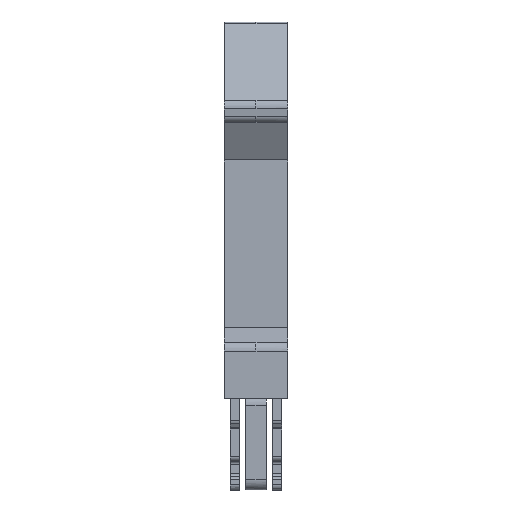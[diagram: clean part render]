
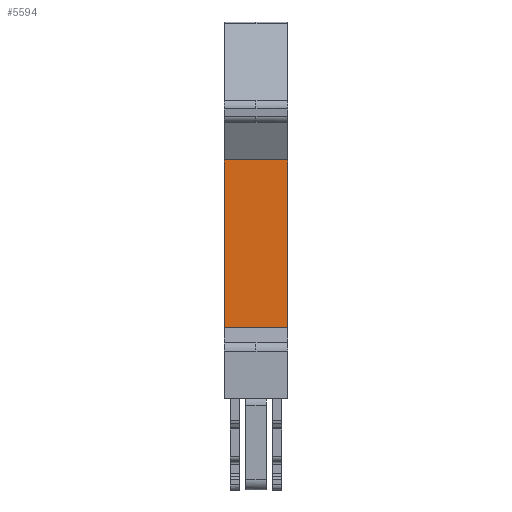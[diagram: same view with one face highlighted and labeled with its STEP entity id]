
A CAD part, left-side view. The second image highlights one B-rep face of the part: STEP entity #5594.
In plain terms, the highlighted free-form (B-spline) face has degree [1, 1] with [2, 2] control points.
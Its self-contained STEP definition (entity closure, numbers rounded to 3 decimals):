
#987=CARTESIAN_POINT('',(-18.075,3.1,23.429));
#988=VERTEX_POINT('',#987);
#994=CARTESIAN_POINT('',(-18.075,-3.1,23.429));
#995=VERTEX_POINT('',#994);
#996=CARTESIAN_POINT('',(-18.075,3.1,23.429));
#997=CARTESIAN_POINT('',(-18.075,-3.1,23.429));
#998=B_SPLINE_CURVE_WITH_KNOTS('',1,(#996,#997),.POLYLINE_FORM.,.F.,.U.,(2,2),(0.,1.),.UNSPECIFIED.);
#999=EDGE_CURVE('',#988,#995,#998,.T.);
#1016=CARTESIAN_POINT('',(-18.075,3.1,6.929));
#1017=VERTEX_POINT('',#1016);
#1025=CARTESIAN_POINT('',(-18.075,-3.1,6.929));
#1026=VERTEX_POINT('',#1025);
#1032=CARTESIAN_POINT('',(-18.075,-3.1,6.929));
#1033=CARTESIAN_POINT('',(-18.075,3.1,6.929));
#1034=B_SPLINE_CURVE_WITH_KNOTS('',1,(#1032,#1033),.POLYLINE_FORM.,.F.,.U.,(2,2),(0.,1.),.UNSPECIFIED.);
#1035=EDGE_CURVE('',#1026,#1017,#1034,.T.);
#4820=CARTESIAN_POINT('',(-18.075,-3.1,23.429));
#4821=CARTESIAN_POINT('',(-18.075,-3.1,6.929));
#4822=B_SPLINE_CURVE_WITH_KNOTS('',1,(#4820,#4821),.POLYLINE_FORM.,.F.,.U.,(2,2),(0.,1.),.UNSPECIFIED.);
#4823=EDGE_CURVE('',#995,#1026,#4822,.T.);
#4919=CARTESIAN_POINT('',(-18.075,3.1,6.929));
#4920=CARTESIAN_POINT('',(-18.075,3.1,23.429));
#4921=B_SPLINE_CURVE_WITH_KNOTS('',1,(#4919,#4920),.POLYLINE_FORM.,.F.,.U.,(2,2),(0.,1.),.UNSPECIFIED.);
#4922=EDGE_CURVE('',#1017,#988,#4921,.T.);
#5583=CARTESIAN_POINT('',(-18.075,-3.1,6.929));
#5584=CARTESIAN_POINT('',(-18.075,3.1,6.929));
#5585=CARTESIAN_POINT('',(-18.075,-3.1,23.429));
#5586=CARTESIAN_POINT('',(-18.075,3.1,23.429));
#5587=B_SPLINE_SURFACE_WITH_KNOTS('',1,1,((#5583,#5584),(#5585,#5586)),.PLANE_SURF.,.F.,.F.,.U.,(2,2),(2,2),(0.,1.),(0.,1.),.UNSPECIFIED.);
#5588=ORIENTED_EDGE('',*,*,#1035,.F.);
#5589=ORIENTED_EDGE('',*,*,#4823,.F.);
#5590=ORIENTED_EDGE('',*,*,#999,.F.);
#5591=ORIENTED_EDGE('',*,*,#4922,.F.);
#5592=EDGE_LOOP('',(#5588,#5589,#5590,#5591));
#5593=FACE_OUTER_BOUND('',#5592,.T.);
#5594=ADVANCED_FACE('',(#5593),#5587,.T.);
